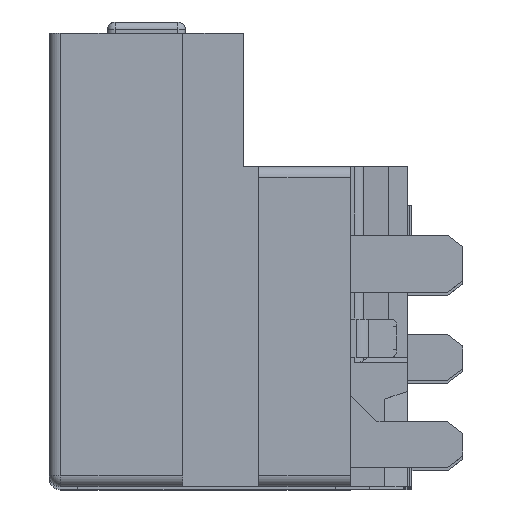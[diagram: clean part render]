
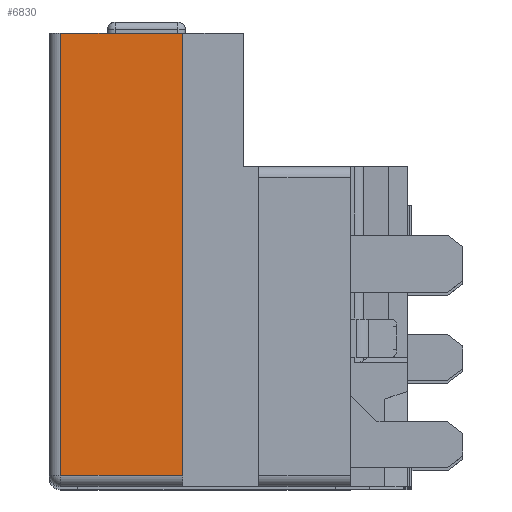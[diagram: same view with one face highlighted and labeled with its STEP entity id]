
A CAD part, top view. The second image highlights one B-rep face of the part: STEP entity #6830.
In plain terms, the highlighted planar face has unit normal (0, 0, 1).
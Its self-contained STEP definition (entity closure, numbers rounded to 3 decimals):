
#1170=CARTESIAN_POINT('',(-6.423,-0.069,
17.55));
#1180=VERTEX_POINT('',#1170);
#4420=CARTESIAN_POINT('',(-6.423,11.531,17.55))
;
#4430=VERTEX_POINT('',#4420);
#4460=CARTESIAN_POINT('',(-6.423,8.5,
17.55));
#4470=DIRECTION('',(0.,1.,0.));
#4480=VECTOR('',#4470,1.);
#4490=LINE('',#4460,#4480);
#4500=EDGE_CURVE('',#1180,#4430,#4490,.T.);
#6090=CARTESIAN_POINT('',(-3.223,11.531,17.55))
;
#6100=VERTEX_POINT('',#6090);
#6130=CARTESIAN_POINT('',(0.,11.531,
17.55));
#6140=DIRECTION('',(1.,0.,0.));
#6150=VECTOR('',#6140,1.);
#6160=LINE('',#6130,#6150);
#6170=EDGE_CURVE('',#4430,#6100,#6160,.T.);
#6600=CARTESIAN_POINT('',(-6.423,7.731,
17.55));
#6610=DIRECTION('',(0.,0.,-1.));
#6620=DIRECTION('',(1.,0.,0.));
#6630=AXIS2_PLACEMENT_3D('',#6600,#6610,#6620);
#6640=PLANE('',#6630);
#6650=CARTESIAN_POINT('',(0.,-0.069,
17.55));
#6660=DIRECTION('',(-1.,0.,0.));
#6670=VECTOR('',#6660,1.);
#6680=LINE('',#6650,#6670);
#6690=CARTESIAN_POINT('',(-3.223,-0.069,
17.55));
#6700=VERTEX_POINT('',#6690);
#6710=EDGE_CURVE('',#6700,#1180,#6680,.T.);
#6720=ORIENTED_EDGE('',*,*,#6710,.F.);
#6730=ORIENTED_EDGE('',*,*,#4500,.F.);
#6740=ORIENTED_EDGE('',*,*,#6170,.F.);
#6750=CARTESIAN_POINT('',(-3.223,8.5,
17.55));
#6760=DIRECTION('',(0.,1.,0.));
#6770=VECTOR('',#6760,1.);
#6780=LINE('',#6750,#6770);
#6790=EDGE_CURVE('',#6700,#6100,#6780,.T.);
#6800=ORIENTED_EDGE('',*,*,#6790,.T.);
#6810=EDGE_LOOP('',(#6800,#6740,#6730,#6720));
#6820=FACE_OUTER_BOUND('',#6810,.T.);
#6830=ADVANCED_FACE('',(#6820),#6640,.F.);
